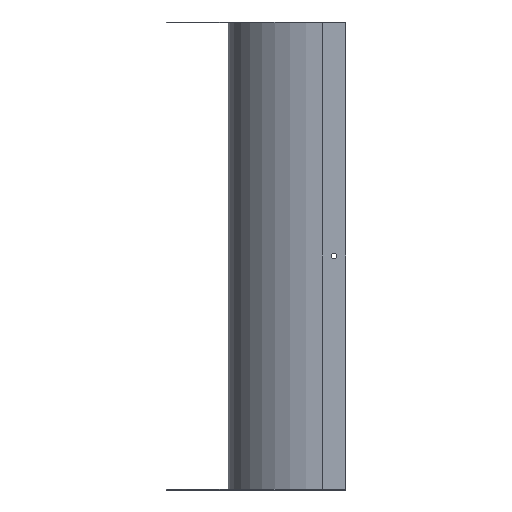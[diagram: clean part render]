
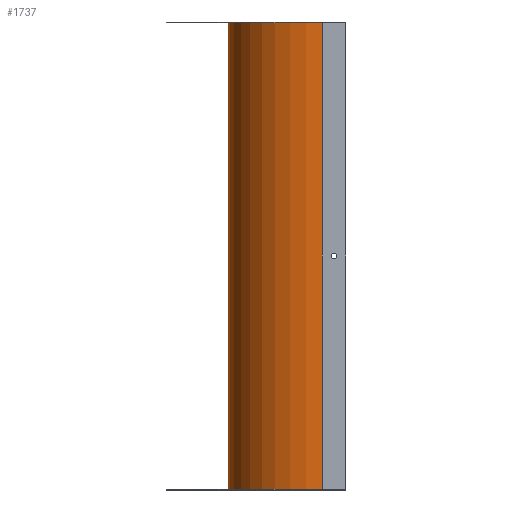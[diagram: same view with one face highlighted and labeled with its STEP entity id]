
A CAD part, left-side view. The second image highlights one B-rep face of the part: STEP entity #1737.
In plain terms, the highlighted cylindrical face has radius 120.8 mm (diameter 241.6 mm), a partial arc.
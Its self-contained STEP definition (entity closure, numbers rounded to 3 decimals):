
#126 = LINE ( 'NONE', #902, #131 ) ;
#131 = VECTOR ( 'NONE', #1193, 1000. ) ;
#160 = CIRCLE ( 'NONE', #921, 120.8 ) ;
#403 = DIRECTION ( 'NONE',  ( 1., 0., 0. ) ) ;
#408 = DIRECTION ( 'NONE',  ( 0., 0., 1. ) ) ;
#410 = CARTESIAN_POINT ( 'NONE',  ( 200., 30., -599.2 ) ) ;
#501 = EDGE_CURVE ( 'NONE', #1619, #1668, #1686, .T. ) ;
#502 = EDGE_CURVE ( 'NONE', #1619, #1591, #1687, .T. ) ;
#538 = DIRECTION ( 'NONE',  ( 0., 0., 1. ) ) ;
#539 = CARTESIAN_POINT ( 'NONE',  ( 200., 30., 0. ) ) ;
#695 = CARTESIAN_POINT ( 'NONE',  ( 79.2, 30., -598.4 ) ) ;
#701 = CARTESIAN_POINT ( 'NONE',  ( 79.2, 30., 0. ) ) ;
#723 = CARTESIAN_POINT ( 'NONE',  ( 200., 150.8, -598.4 ) ) ;
#772 = CARTESIAN_POINT ( 'NONE',  ( 200., 150.8, 0. ) ) ;
#866 = AXIS2_PLACEMENT_3D ( 'NONE', #410, #408, #403 ) ;
#902 = CARTESIAN_POINT ( 'NONE',  ( 79.2, 30., -599.2 ) ) ;
#921 = AXIS2_PLACEMENT_3D ( 'NONE', #539, #538, #1174 ) ;
#949 = CARTESIAN_POINT ( 'NONE',  ( 200., 30., -598.4 ) ) ;
#959 = DIRECTION ( 'NONE',  ( 0., 0., 1. ) ) ;
#970 = CARTESIAN_POINT ( 'NONE',  ( 200., 150.8, -599.2 ) ) ;
#980 = DIRECTION ( 'NONE',  ( 1., 0., 0. ) ) ;
#984 = DIRECTION ( 'NONE',  ( 0., 0., 1. ) ) ;
#1013 = EDGE_LOOP ( 'NONE', ( #1168, #1165, #1119, #1162 ) ) ;
#1119 = ORIENTED_EDGE ( 'NONE', *, *, #1249, .T. ) ;
#1162 = ORIENTED_EDGE ( 'NONE', *, *, #1269, .F. ) ;
#1165 = ORIENTED_EDGE ( 'NONE', *, *, #502, .T. ) ;
#1168 = ORIENTED_EDGE ( 'NONE', *, *, #501, .F. ) ;
#1174 = DIRECTION ( 'NONE',  ( -1., 0., 0. ) ) ;
#1193 = DIRECTION ( 'NONE',  ( 0., 0., 1. ) ) ;
#1202 = AXIS2_PLACEMENT_3D ( 'NONE', #949, #984, #980 ) ;
#1249 = EDGE_CURVE ( 'NONE', #1591, #1597, #126, .T. ) ;
#1269 = EDGE_CURVE ( 'NONE', #1668, #1597, #160, .T. ) ;
#1352 = FACE_OUTER_BOUND ( 'NONE', #1013, .T. ) ;
#1356 = CYLINDRICAL_SURFACE ( 'NONE', #866, 120.8 ) ;
#1591 = VERTEX_POINT ( 'NONE', #695 ) ;
#1597 = VERTEX_POINT ( 'NONE', #701 ) ;
#1619 = VERTEX_POINT ( 'NONE', #723 ) ;
#1668 = VERTEX_POINT ( 'NONE', #772 ) ;
#1686 = LINE ( 'NONE', #970, #1690 ) ;
#1687 = CIRCLE ( 'NONE', #1202, 120.8 ) ;
#1690 = VECTOR ( 'NONE', #959, 1000. ) ;
#1737 = ADVANCED_FACE ( 'NONE', ( #1352 ), #1356, .T. ) ;
